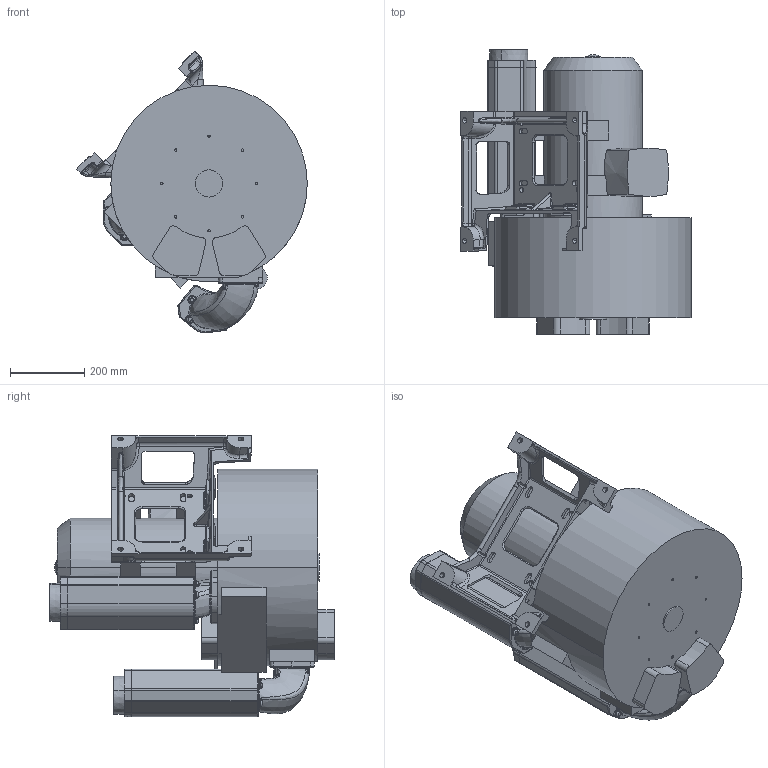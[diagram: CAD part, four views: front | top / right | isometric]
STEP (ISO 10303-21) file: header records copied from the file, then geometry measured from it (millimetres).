
FILE_DESCRIPTION((''),'2;1');
FILE_NAME('3RB550-2AAQ57-JT','2025-06-05T',('Administrator'),(''),'PRO/ENGINEER BY PARAMETRIC TECHNOLOGY CORPORATION, 2007090','PRO/ENGINEER BY PARAMETRIC TECHNOLOGY CORPORATION, 2007090','');
FILE_SCHEMA(('AUTOMOTIVE_DESIGN_CC2 { 1 2 10303 214 -1 1 5 2 }'));
Length unit declared in the file: millimetre
Products named in the file (1): 3RB550-2AAQ57-JT
Bounding box: 622.09 x 766.5 x 760.17 mm (x, y, z)
Volume: 100589018.3 mm3; surface area: 2271284.2 mm2
Topology: 1 solids, 25 shells, 1156 faces, 2741 edges, 1684 vertices
Faces by surface type: cylinder 360, plane 344, bspline 261, cone 118, torus 55, sphere 14, extrusion 4
Entity records: 51066 total; most frequent: CARTESIAN_POINT 25767, ORIENTED_EDGE 5478, DIRECTION 5009, EDGE_CURVE 2739, AXIS2_PLACEMENT_3D 1970, VERTEX_POINT 1684, EDGE_LOOP 1233, FACE_OUTER_BOUND 1156
